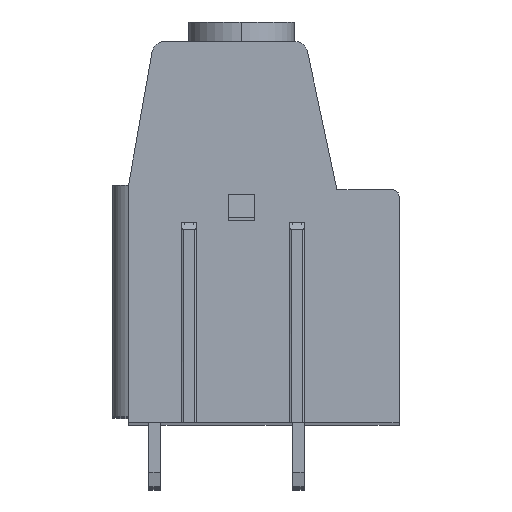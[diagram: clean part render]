
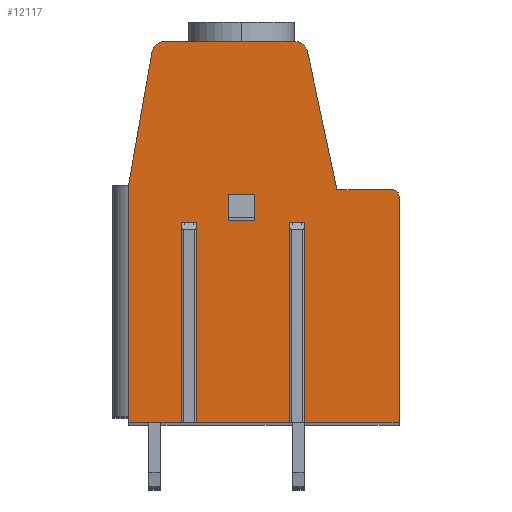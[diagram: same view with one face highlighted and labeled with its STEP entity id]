
A CAD part, top view. The second image highlights one B-rep face of the part: STEP entity #12117.
In plain terms, the highlighted planar face has unit normal (0, 0, 1).
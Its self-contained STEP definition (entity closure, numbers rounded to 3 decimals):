
#2971=DIRECTION('',(0.,1.,0.));
#2972=VECTOR('',#2971,2.);
#2973=CARTESIAN_POINT('',(-0.75,0.85,5.08));
#2974=LINE('',#2973,#2972);
#2975=DIRECTION('',(1.,0.,0.));
#2976=VECTOR('',#2975,2.);
#2977=CARTESIAN_POINT('',(-2.75,2.85,5.08));
#2978=LINE('',#2977,#2976);
#2979=DIRECTION('',(0.,1.,0.));
#2980=VECTOR('',#2979,2.);
#2981=CARTESIAN_POINT('',(-2.75,0.85,5.08));
#2982=LINE('',#2981,#2980);
#2983=DIRECTION('',(1.,0.,0.));
#2984=VECTOR('',#2983,2.);
#2985=CARTESIAN_POINT('',(-2.75,0.85,5.08));
#2986=LINE('',#2985,#2984);
#2987=CARTESIAN_POINT('',(2.386,13.65,5.08));
#2988=DIRECTION('',(0.,0.,1.));
#2989=DIRECTION('',(0.978,0.208,0.));
#2990=AXIS2_PLACEMENT_3D('',#2987,#2988,#2989);
#2992=DIRECTION('',(-0.208,0.978,0.));
#2993=VECTOR('',#2992,10.845);
#2994=CARTESIAN_POINT('',(5.619,3.25,5.08));
#2995=LINE('',#2994,#2993);
#2996=DIRECTION('',(-1.,0.,0.));
#2997=VECTOR('',#2996,4.281);
#2998=CARTESIAN_POINT('',(9.9,3.25,5.08));
#2999=LINE('',#2998,#2997);
#3000=CARTESIAN_POINT('',(9.9,2.75,5.08));
#3001=DIRECTION('',(0.,0.,1.));
#3002=DIRECTION('',(1.,0.,0.));
#3003=AXIS2_PLACEMENT_3D('',#3000,#3001,#3002);
#3005=DIRECTION('',(0.,1.,0.));
#3006=VECTOR('',#3005,17.4);
#3007=CARTESIAN_POINT('',(10.4,-14.65,5.08));
#3008=LINE('',#3007,#3006);
#3009=DIRECTION('',(1.,0.,0.));
#3010=VECTOR('',#3009,7.525);
#3011=CARTESIAN_POINT('',(2.875,-14.65,5.08));
#3012=LINE('',#3011,#3010);
#3013=DIRECTION('',(0.,1.,0.));
#3014=VECTOR('',#3013,15.4);
#3015=CARTESIAN_POINT('',(2.875,-14.65,5.08));
#3016=LINE('',#3015,#3014);
#3017=DIRECTION('',(1.,0.,0.));
#3018=VECTOR('',#3017,0.65);
#3019=CARTESIAN_POINT('',(2.225,0.75,5.08));
#3020=LINE('',#3019,#3018);
#3021=DIRECTION('',(0.,1.,0.));
#3022=VECTOR('',#3021,15.4);
#3023=CARTESIAN_POINT('',(2.225,-14.65,5.08));
#3024=LINE('',#3023,#3022);
#3025=DIRECTION('',(1.,0.,0.));
#3026=VECTOR('',#3025,7.65);
#3027=CARTESIAN_POINT('',(-5.425,-14.65,5.08));
#3028=LINE('',#3027,#3026);
#3029=DIRECTION('',(0.,1.,0.));
#3030=VECTOR('',#3029,15.4);
#3031=CARTESIAN_POINT('',(-5.425,-14.65,5.08));
#3032=LINE('',#3031,#3030);
#3033=DIRECTION('',(1.,0.,0.));
#3034=VECTOR('',#3033,0.65);
#3035=CARTESIAN_POINT('',(-6.075,0.75,5.08));
#3036=LINE('',#3035,#3034);
#3037=DIRECTION('',(0.,1.,0.));
#3038=VECTOR('',#3037,15.4);
#3039=CARTESIAN_POINT('',(-6.075,-14.65,5.08));
#3040=LINE('',#3039,#3038);
#3041=DIRECTION('',(1.,0.,0.));
#3042=VECTOR('',#3041,4.325);
#3043=CARTESIAN_POINT('',(-10.4,-14.65,5.08));
#3044=LINE('',#3043,#3042);
#3045=DIRECTION('',(0.,-1.,0.));
#3046=VECTOR('',#3045,18.25);
#3047=CARTESIAN_POINT('',(-10.4,3.6,5.08));
#3048=LINE('',#3047,#3046);
#3049=DIRECTION('',(-0.174,-0.985,0.));
#3050=VECTOR('',#3049,10.381);
#3051=CARTESIAN_POINT('',(-8.597,13.824,5.08));
#3052=LINE('',#3051,#3050);
#3053=CARTESIAN_POINT('',(-7.612,13.65,5.08));
#3054=DIRECTION('',(0.,0.,1.));
#3055=DIRECTION('',(0.,1.,0.));
#3056=AXIS2_PLACEMENT_3D('',#3053,#3054,#3055);
#3058=DIRECTION('',(-1.,0.,0.));
#3059=VECTOR('',#3058,9.998);
#3060=CARTESIAN_POINT('',(2.386,14.65,5.08));
#3061=LINE('',#3060,#3059);
#6759=CARTESIAN_POINT('',(-10.4,3.6,5.08));
#6760=CARTESIAN_POINT('',(-10.4,-14.65,5.08));
#6761=VERTEX_POINT('',#6759);
#6762=VERTEX_POINT('',#6760);
#6764=CARTESIAN_POINT('',(10.4,-14.65,5.08));
#6766=VERTEX_POINT('',#6764);
#6768=CARTESIAN_POINT('',(5.619,3.25,5.08));
#6770=VERTEX_POINT('',#6768);
#6811=CARTESIAN_POINT('',(-6.075,-14.65,5.08));
#6812=VERTEX_POINT('',#6811);
#6813=CARTESIAN_POINT('',(-5.425,-14.65,5.08));
#6814=CARTESIAN_POINT('',(2.225,-14.65,5.08));
#6815=VERTEX_POINT('',#6813);
#6816=VERTEX_POINT('',#6814);
#6817=CARTESIAN_POINT('',(2.875,-14.65,5.08));
#6818=VERTEX_POINT('',#6817);
#6819=CARTESIAN_POINT('',(-6.075,0.75,5.08));
#6820=CARTESIAN_POINT('',(-5.425,0.75,5.08));
#6821=VERTEX_POINT('',#6819);
#6822=VERTEX_POINT('',#6820);
#6823=CARTESIAN_POINT('',(2.225,0.75,5.08));
#6824=CARTESIAN_POINT('',(2.875,0.75,5.08));
#6825=VERTEX_POINT('',#6823);
#6826=VERTEX_POINT('',#6824);
#6845=CARTESIAN_POINT('',(-0.75,0.85,5.08));
#6846=CARTESIAN_POINT('',(-0.75,2.85,5.08));
#6847=VERTEX_POINT('',#6845);
#6848=VERTEX_POINT('',#6846);
#6849=CARTESIAN_POINT('',(-2.75,0.85,5.08));
#6850=CARTESIAN_POINT('',(-2.75,2.85,5.08));
#6851=VERTEX_POINT('',#6849);
#6852=VERTEX_POINT('',#6850);
#6977=CARTESIAN_POINT('',(3.364,13.858,5.08));
#6978=VERTEX_POINT('',#6977);
#6979=CARTESIAN_POINT('',(2.386,14.65,5.08));
#6980=VERTEX_POINT('',#6979);
#6985=CARTESIAN_POINT('',(-7.612,14.65,5.08));
#6986=CARTESIAN_POINT('',(-8.597,13.824,5.08));
#6987=VERTEX_POINT('',#6985);
#6988=VERTEX_POINT('',#6986);
#6993=CARTESIAN_POINT('',(10.4,2.75,5.08));
#6994=VERTEX_POINT('',#6993);
#6995=CARTESIAN_POINT('',(9.9,3.25,5.08));
#6996=VERTEX_POINT('',#6995);
#12076=CARTESIAN_POINT('',(0.,0.,5.08));
#12077=DIRECTION('',(0.,0.,1.));
#12078=DIRECTION('',(1.,0.,0.));
#12079=AXIS2_PLACEMENT_3D('',#12076,#12077,#12078);
#12080=PLANE('',#12079);
#12081=ORIENTED_EDGE('',*,*,#8797,.F.);
#12082=ORIENTED_EDGE('',*,*,#8813,.F.);
#12083=ORIENTED_EDGE('',*,*,#8825,.F.);
#12084=ORIENTED_EDGE('',*,*,#8840,.F.);
#12085=ORIENTED_EDGE('',*,*,#8855,.F.);
#12086=ORIENTED_EDGE('',*,*,#9039,.F.);
#12088=ORIENTED_EDGE('',*,*,#12087,.T.);
#12090=ORIENTED_EDGE('',*,*,#12089,.F.);
#12092=ORIENTED_EDGE('',*,*,#12091,.F.);
#12093=ORIENTED_EDGE('',*,*,#9023,.F.);
#12095=ORIENTED_EDGE('',*,*,#12094,.T.);
#12097=ORIENTED_EDGE('',*,*,#12096,.F.);
#12099=ORIENTED_EDGE('',*,*,#12098,.F.);
#12100=ORIENTED_EDGE('',*,*,#9007,.F.);
#12101=ORIENTED_EDGE('',*,*,#9625,.F.);
#12102=ORIENTED_EDGE('',*,*,#9747,.F.);
#12103=ORIENTED_EDGE('',*,*,#10089,.F.);
#12104=ORIENTED_EDGE('',*,*,#10272,.F.);
#12105=EDGE_LOOP('',(#12081,#12082,#12083,#12084,#12085,#12086,#12088,#12090,
#12092,#12093,#12095,#12097,#12099,#12100,#12101,#12102,#12103,#12104));
#12106=FACE_OUTER_BOUND('',#12105,.F.);
#12108=ORIENTED_EDGE('',*,*,#12107,.T.);
#12110=ORIENTED_EDGE('',*,*,#12109,.F.);
#12112=ORIENTED_EDGE('',*,*,#12111,.F.);
#12114=ORIENTED_EDGE('',*,*,#12113,.T.);
#12115=EDGE_LOOP('',(#12108,#12110,#12112,#12114));
#12116=FACE_BOUND('',#12115,.F.);
#2991=CIRCLE('',#2990,1.);
#3004=CIRCLE('',#3003,0.5);
#3057=CIRCLE('',#3056,1.);
#8797=EDGE_CURVE('',#6978,#6980,#2991,.T.);
#8813=EDGE_CURVE('',#6770,#6978,#2995,.T.);
#8825=EDGE_CURVE('',#6996,#6770,#2999,.T.);
#8840=EDGE_CURVE('',#6994,#6996,#3004,.T.);
#8855=EDGE_CURVE('',#6766,#6994,#3008,.T.);
#9007=EDGE_CURVE('',#6762,#6812,#3044,.T.);
#9023=EDGE_CURVE('',#6815,#6816,#3028,.T.);
#9039=EDGE_CURVE('',#6818,#6766,#3012,.T.);
#9625=EDGE_CURVE('',#6761,#6762,#3048,.T.);
#9747=EDGE_CURVE('',#6988,#6761,#3052,.T.);
#10089=EDGE_CURVE('',#6987,#6988,#3057,.T.);
#10272=EDGE_CURVE('',#6980,#6987,#3061,.T.);
#12087=EDGE_CURVE('',#6818,#6826,#3016,.T.);
#12089=EDGE_CURVE('',#6825,#6826,#3020,.T.);
#12091=EDGE_CURVE('',#6816,#6825,#3024,.T.);
#12094=EDGE_CURVE('',#6815,#6822,#3032,.T.);
#12096=EDGE_CURVE('',#6821,#6822,#3036,.T.);
#12098=EDGE_CURVE('',#6812,#6821,#3040,.T.);
#12107=EDGE_CURVE('',#6847,#6848,#2974,.T.);
#12109=EDGE_CURVE('',#6852,#6848,#2978,.T.);
#12111=EDGE_CURVE('',#6851,#6852,#2982,.T.);
#12113=EDGE_CURVE('',#6851,#6847,#2986,.T.);
#12117=ADVANCED_FACE('',(#12106,#12116),#12080,.T.);
